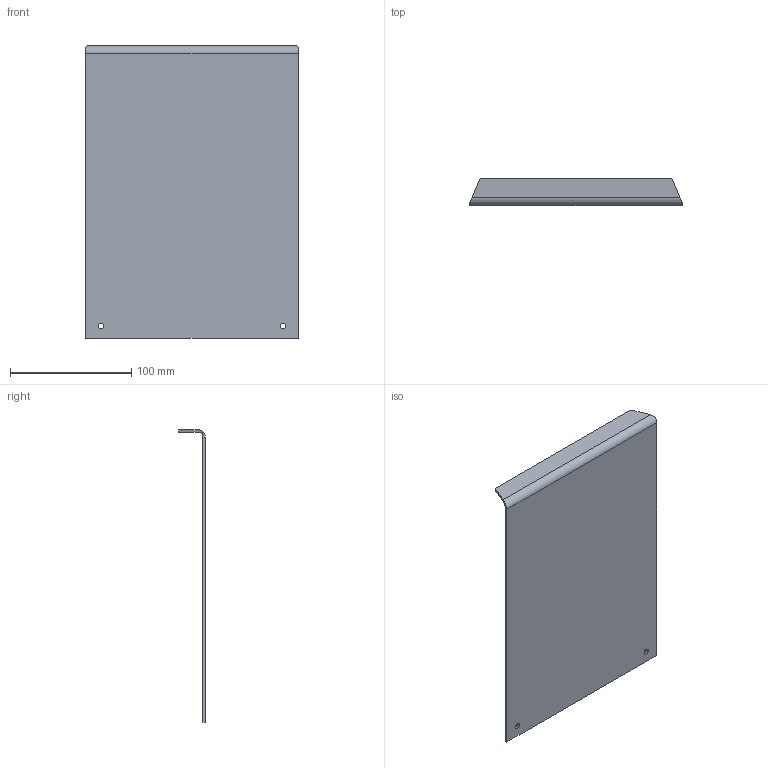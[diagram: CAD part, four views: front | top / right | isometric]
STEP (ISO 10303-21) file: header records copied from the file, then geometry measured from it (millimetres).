
FILE_DESCRIPTION(('FreeCAD Model'),'2;1');
FILE_NAME('Open CASCADE Shape Model','2025-04-06T18:56:49',(''),(''), 'Open CASCADE STEP processor 7.8','FreeCAD','Unknown');
FILE_SCHEMA(('AUTOMOTIVE_DESIGN { 1 0 10303 214 1 1 1 1 }'));
Length unit declared in the file: millimetre
Products named in the file (1): frame mount holes
Bounding box: 174.8 x 22 x 241 mm (x, y, z)
Volume: 90098.4 mm3; surface area: 91863 mm2
Topology: 1 solids, 1 shells, 16 faces, 36 edges, 22 vertices
Faces by surface type: plane 10, cylinder 4, bspline 2
Full cylindrical faces by diameter (mm): 4.5 x2
Entity records: 544 total; most frequent: CARTESIAN_POINT 165, ORIENTED_EDGE 72, DIRECTION 70, EDGE_CURVE 36, AXIS2_PLACEMENT_3D 25, VERTEX_POINT 22, FACE_BOUND 20, EDGE_LOOP 20
